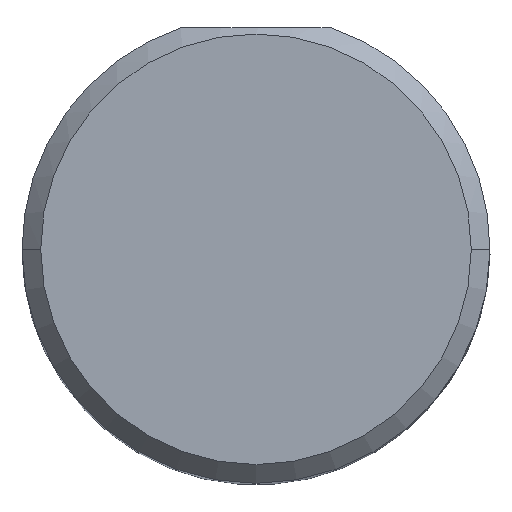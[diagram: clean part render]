
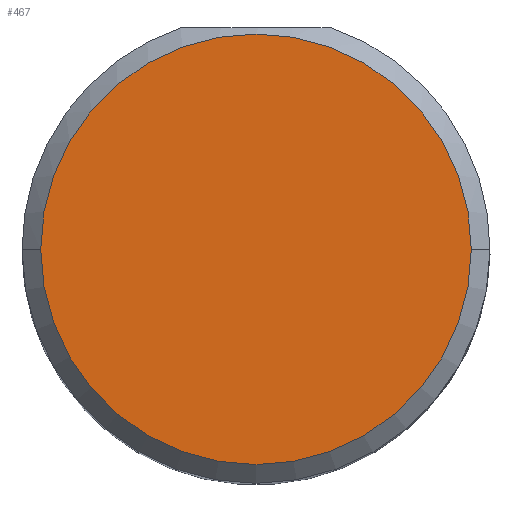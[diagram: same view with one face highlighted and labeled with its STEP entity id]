
A CAD part, top view. The second image highlights one B-rep face of the part: STEP entity #467.
In plain terms, the highlighted planar face has unit normal (0, 0, 1).
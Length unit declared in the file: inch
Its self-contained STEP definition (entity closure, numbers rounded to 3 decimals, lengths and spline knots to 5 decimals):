
#7 = VERTEX_POINT ( 'NONE', #331 ) ;
#8 = DIRECTION ( 'NONE',  ( 1., 0., 0. ) ) ;
#87 = CARTESIAN_POINT ( 'NONE',  ( -0.1725, 0., 2.5 ) ) ;
#151 = DIRECTION ( 'NONE',  ( 1., 0., 0. ) ) ;
#182 = DIRECTION ( 'NONE',  ( 0., 0., 1. ) ) ;
#226 = CIRCLE ( 'NONE', #294, 0.1725 ) ;
#294 = AXIS2_PLACEMENT_3D ( 'NONE', #560, #427, #151 ) ;
#307 = CARTESIAN_POINT ( 'NONE',  ( 0., 0., 2.5 ) ) ;
#317 = FACE_OUTER_BOUND ( 'NONE', #584, .T. ) ;
#322 = ORIENTED_EDGE ( 'NONE', *, *, #451, .T. ) ;
#331 = CARTESIAN_POINT ( 'NONE',  ( 0.1725, 0., 2.5 ) ) ;
#372 = ORIENTED_EDGE ( 'NONE', *, *, #720, .T. ) ;
#382 = CARTESIAN_POINT ( 'NONE',  ( 0., 0., 2.5 ) ) ;
#427 = DIRECTION ( 'NONE',  ( 0., 0., 1. ) ) ;
#444 = DIRECTION ( 'NONE',  ( 0., 0., 1. ) ) ;
#451 = EDGE_CURVE ( 'NONE', #484, #7, #226, .T. ) ;
#467 = ADVANCED_FACE ( 'NONE', ( #317 ), #679, .T. ) ;
#484 = VERTEX_POINT ( 'NONE', #87 ) ;
#519 = AXIS2_PLACEMENT_3D ( 'NONE', #307, #182, #8 ) ;
#535 = CIRCLE ( 'NONE', #519, 0.1725 ) ;
#560 = CARTESIAN_POINT ( 'NONE',  ( 0., 0., 2.5 ) ) ;
#582 = AXIS2_PLACEMENT_3D ( 'NONE', #382, #444, #734 ) ;
#584 = EDGE_LOOP ( 'NONE', ( #322, #372 ) ) ;
#679 = PLANE ( 'NONE',  #582 ) ;
#720 = EDGE_CURVE ( 'NONE', #7, #484, #535, .T. ) ;
#734 = DIRECTION ( 'NONE',  ( 1., 0., 0. ) ) ;
